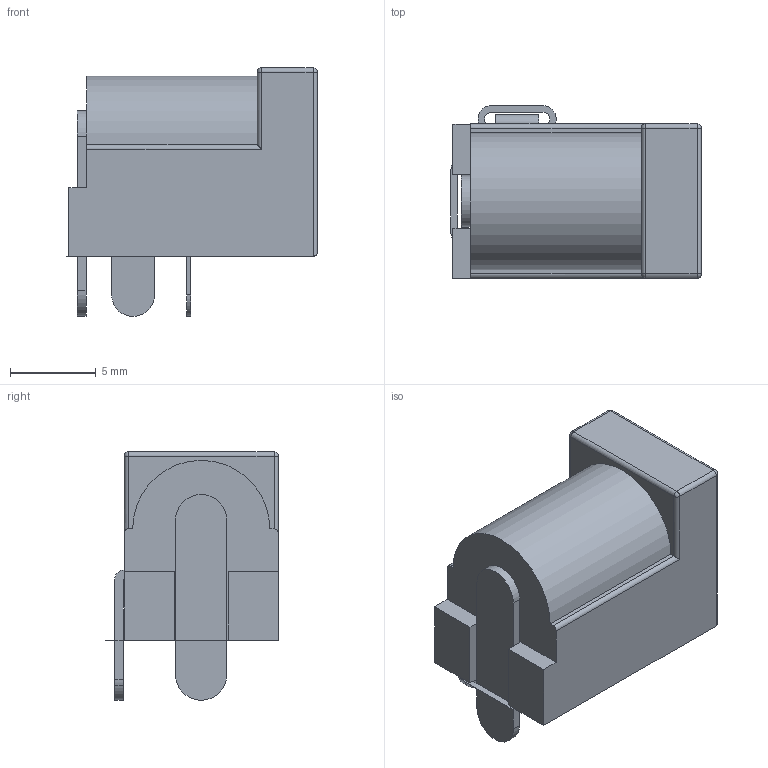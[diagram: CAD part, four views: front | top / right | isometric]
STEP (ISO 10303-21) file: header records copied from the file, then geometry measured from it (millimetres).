
FILE_DESCRIPTION (( 'STEP AP203' ), '1' );
FILE_NAME ('064-0377-000_2.step_Default_sldprt.STEP', '2020-11-13T20:10:20', ( '' ), ( '' ), 'SwSTEP 2.0', 'SolidWorks 2019', '' );
FILE_SCHEMA (( 'CONFIG_CONTROL_DESIGN' ));
Length unit declared in the file: inch
Products named in the file (1): 064-0377-000_2.step_Default_sldprt
Bounding box: 14.63 x 10.08 x 14.5 mm (x, y, z)
Volume: 974.7 mm3; surface area: 1041 mm2
Topology: 1 solids, 1 shells, 77 faces, 207 edges, 130 vertices
Faces by surface type: plane 36, cylinder 35, sphere 4, bspline 2
Entity records: 2504 total; most frequent: CARTESIAN_POINT 479, DIRECTION 415, ORIENTED_EDGE 406, EDGE_CURVE 203, AXIS2_PLACEMENT_3D 142, LINE 131, VECTOR 131, VERTEX_POINT 130
